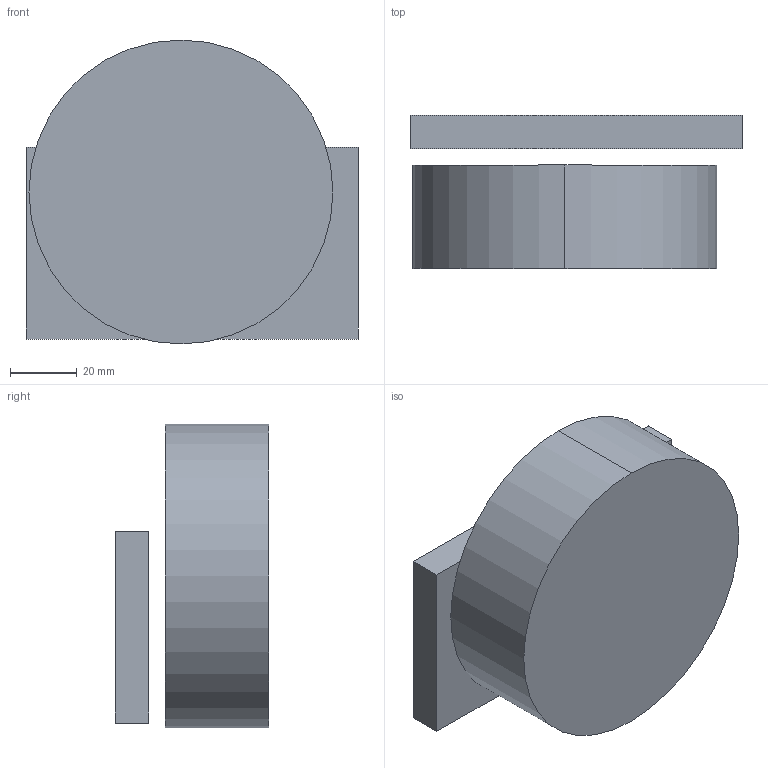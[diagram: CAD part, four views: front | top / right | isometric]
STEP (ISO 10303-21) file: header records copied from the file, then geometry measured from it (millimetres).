
FILE_DESCRIPTION (( 'STEP AP214' ), '1' );
FILE_NAME ('elad and omer.STEP', '2018-12-16T13:15:46', ( '' ), ( '' ), 'SwSTEP 2.0', 'SolidWorks 2018', '' );
FILE_SCHEMA (( 'AUTOMOTIVE_DESIGN' ));
Length unit declared in the file: millimetre
Products named in the file (3): Elad; Omer; elad and omer
Assembly tree (2 placements, depth 2):
  elad and omer
    Elad
    Omer
Bounding box: 99.68 x 46 x 91.25 mm (x, y, z)
Volume: 260063.4 mm3; surface area: 36575.4 mm2
Topology: 2 solids, 2 shells, 10 faces, 18 edges, 12 vertices
Faces by surface type: plane 8, cylinder 2
Entity records: 356 total; most frequent: DIRECTION 52, CARTESIAN_POINT 45, ORIENTED_EDGE 36, AXIS2_PLACEMENT_3D 19, EDGE_CURVE 18, LINE 14, VECTOR 14, VERTEX_POINT 12
